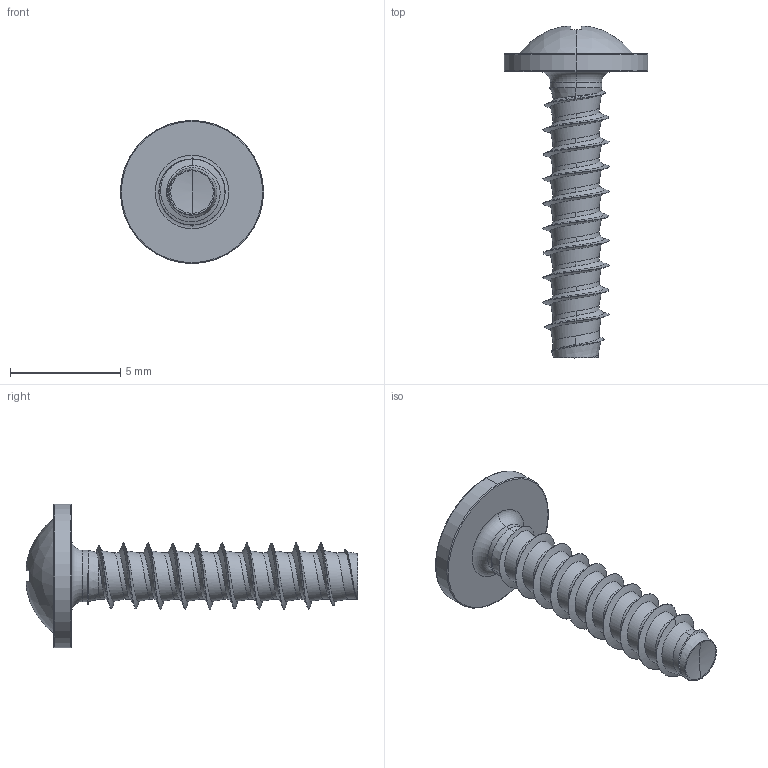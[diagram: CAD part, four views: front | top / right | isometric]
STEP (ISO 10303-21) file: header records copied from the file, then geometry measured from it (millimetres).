
FILE_DESCRIPTION (( 'STEP AP203' ), '1' );
FILE_NAME ('STP210300130.STEP', '2017-08-14T17:12:20', ( '' ), ( '' ), 'SwSTEP 2.0', 'SolidWorks 2015', '' );
FILE_SCHEMA (( 'CONFIG_CONTROL_DESIGN' ));
Length unit declared in the file: millimetre
Products named in the file (1): STP210300130
Bounding box: 6.5 x 15.06 x 6.5 mm (x, y, z)
Volume: 92.5 mm3; surface area: 231.3 mm2
Topology: 1 solids, 1 shells, 199 faces, 473 edges, 277 vertices
Faces by surface type: bspline 63, cylinder 47, plane 31, torus 30, sphere 20, cone 8
Entity records: 22719 total; most frequent: CARTESIAN_POINT 18618, ORIENTED_EDGE 942, DIRECTION 743, EDGE_CURVE 471, AXIS2_PLACEMENT_3D 330, VERTEX_POINT 277, EDGE_LOOP 202, ADVANCED_FACE 199
